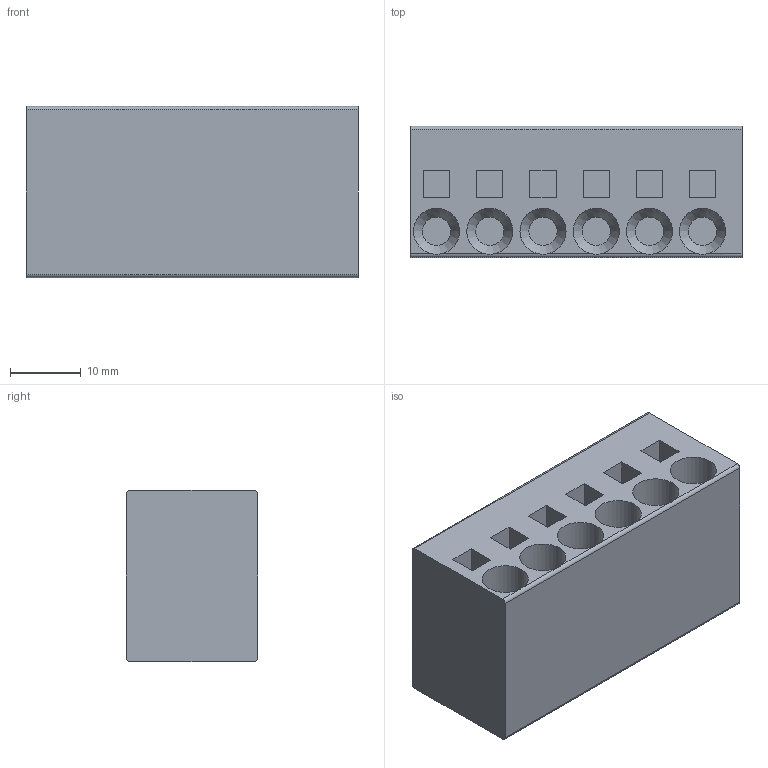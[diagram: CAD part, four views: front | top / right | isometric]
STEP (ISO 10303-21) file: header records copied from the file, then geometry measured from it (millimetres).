
FILE_DESCRIPTION(/* description */ ('model of PhoenixContact_SPT_5_6-V-7.5-ZB_1x06_P7.5_Vertical_1719354'),/* implementation_level */ '2;1');
FILE_NAME(/* name */ 'PhoenixContact_SPT_5_6-V-7.5-ZB_1x06_P7.5_Vertical_1719354.step',/* time_stamp */ '2020-09-21T11:45:40',/* author */ ('Joel',''),/* organization */ (''),/* preprocessor_version */ '',/* originating_system */ '',/* authorisation */ '');
FILE_SCHEMA(('AUTOMOTIVE_DESIGN { 1 0 10303 214 1 1 1 1 }'));
Length unit declared in the file: millimetre
Products named in the file (1): Shape0_5882560253594835
Bounding box: 46.8 x 18.5 x 24.15 mm (x, y, z)
Volume: 18973.4 mm3; surface area: 6204.5 mm2
Topology: 1 solids, 1 shells, 58 faces, 144 edges, 94 vertices
Faces by surface type: plane 42, cylinder 10, cone 6
Full cylindrical faces by diameter (mm): 6.5 x6
Entity records: 3815 total; most frequent: CARTESIAN_POINT 879, DIRECTION 548, LINE 356, VECTOR 356, ORIENTED_EDGE 288, PCURVE 288, DEFINITIONAL_REPRESENTATION 288, EDGE_CURVE 144
